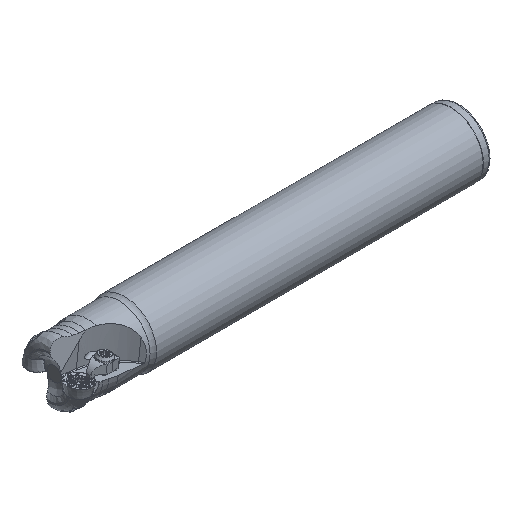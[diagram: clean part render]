
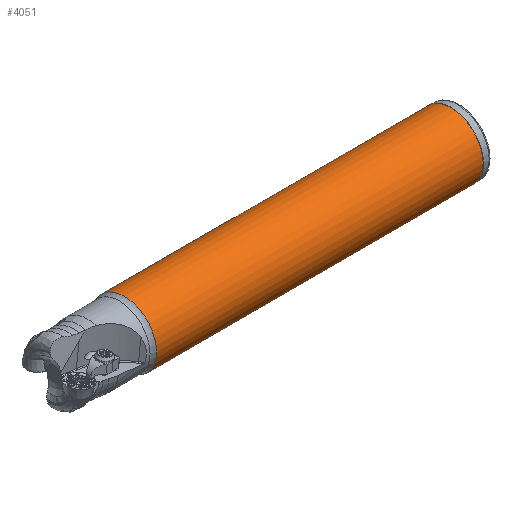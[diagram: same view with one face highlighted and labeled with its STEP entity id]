
A CAD part, isometric view. The second image highlights one B-rep face of the part: STEP entity #4051.
In plain terms, the highlighted cylindrical face has radius 15.875 mm (diameter 31.75 mm), a full revolution.
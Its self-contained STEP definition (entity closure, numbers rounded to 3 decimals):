
#3033=CYLINDRICAL_SURFACE('',#24401,15.875);
#4051=ADVANCED_FACE('',(#7615,#7616),#3033,.T.);
#7615=FACE_BOUND('',#7895,.T.);
#7616=FACE_BOUND('',#7896,.T.);
#7895=EDGE_LOOP('',(#9770));
#7896=EDGE_LOOP('',(#9771));
#9770=ORIENTED_EDGE('',*,*,#19352,.F.);
#9771=ORIENTED_EDGE('',*,*,#19353,.T.);
#17147=VERTEX_POINT('',#32275);
#17148=VERTEX_POINT('',#32277);
#19352=EDGE_CURVE('',#17147,#17147,#22966,.T.);
#19353=EDGE_CURVE('',#17148,#17148,#22967,.T.);
#22966=CIRCLE('',#24399,15.875);
#22967=CIRCLE('',#24400,15.875);
#24399=AXIS2_PLACEMENT_3D('',#32274,#26538,#26539);
#24400=AXIS2_PLACEMENT_3D('',#32276,#26540,#26541);
#24401=AXIS2_PLACEMENT_3D('',#32278,#26542,#26543);
#26538=DIRECTION('',(1.,0.,0.));
#26539=DIRECTION('',(0.,0.,-1.));
#26540=DIRECTION('',(1.,0.,0.));
#26541=DIRECTION('',(0.,0.,-1.));
#26542=DIRECTION('',(1.,0.,0.));
#26543=DIRECTION('',(0.,0.,-1.));
#32274=CARTESIAN_POINT('',(199.2,0.,0.));
#32275=CARTESIAN_POINT('',(199.2,0.,-15.875));
#32276=CARTESIAN_POINT('',(38.1,0.,0.));
#32277=CARTESIAN_POINT('',(38.1,0.,-15.875));
#32278=CARTESIAN_POINT('',(203.2,0.,0.));
